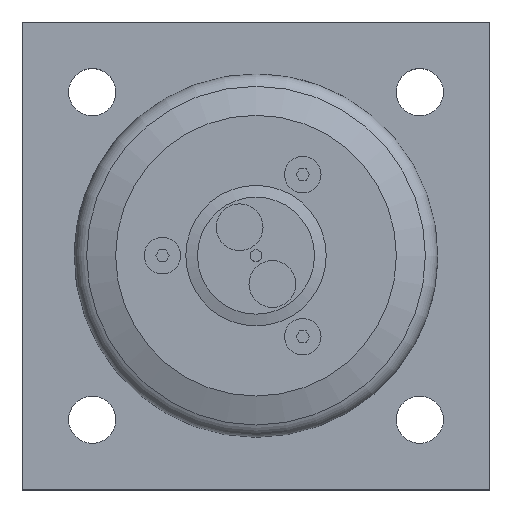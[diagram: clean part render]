
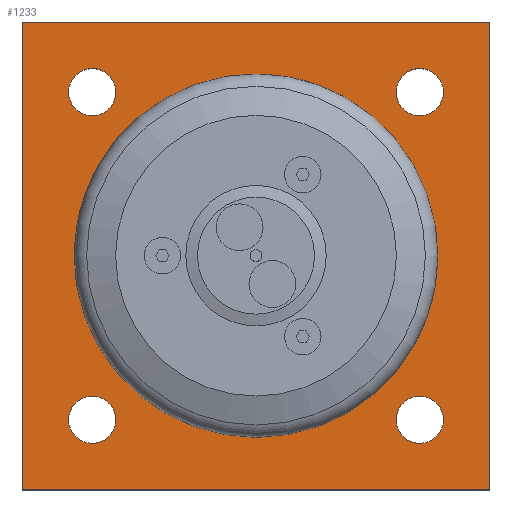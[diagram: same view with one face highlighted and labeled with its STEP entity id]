
A CAD part, top view. The second image highlights one B-rep face of the part: STEP entity #1233.
In plain terms, the highlighted planar face has unit normal (0, 0, 1).
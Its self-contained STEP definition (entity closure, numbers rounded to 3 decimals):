
#45=FACE_BOUND('',#290,.T.);
#46=FACE_BOUND('',#291,.T.);
#47=FACE_BOUND('',#292,.T.);
#48=FACE_BOUND('',#293,.T.);
#49=FACE_BOUND('',#294,.T.);
#108=CIRCLE('',#1372,26.5);
#115=CIRCLE('',#1383,5.053);
#116=CIRCLE('',#1384,5.053);
#117=CIRCLE('',#1385,5.053);
#118=CIRCLE('',#1386,5.053);
#119=CIRCLE('',#1387,5.053);
#120=CIRCLE('',#1388,5.053);
#121=CIRCLE('',#1389,5.053);
#122=CIRCLE('',#1390,5.053);
#206=FACE_OUTER_BOUND('',#289,.T.);
#289=EDGE_LOOP('',(#1067,#1068,#1069,#1070));
#290=EDGE_LOOP('',(#1071,#1072));
#291=EDGE_LOOP('',(#1073,#1074));
#292=EDGE_LOOP('',(#1075,#1076));
#293=EDGE_LOOP('',(#1077,#1078));
#294=EDGE_LOOP('',(#1079));
#385=LINE('',#2179,#477);
#386=LINE('',#2181,#478);
#387=LINE('',#2183,#479);
#388=LINE('',#2184,#480);
#477=VECTOR('',#1721,10.);
#478=VECTOR('',#1722,10.);
#479=VECTOR('',#1723,10.);
#480=VECTOR('',#1724,10.);
#587=VERTEX_POINT('',#2156);
#594=VERTEX_POINT('',#2177);
#595=VERTEX_POINT('',#2178);
#596=VERTEX_POINT('',#2180);
#597=VERTEX_POINT('',#2182);
#598=VERTEX_POINT('',#2185);
#599=VERTEX_POINT('',#2186);
#600=VERTEX_POINT('',#2189);
#601=VERTEX_POINT('',#2190);
#602=VERTEX_POINT('',#2193);
#603=VERTEX_POINT('',#2194);
#604=VERTEX_POINT('',#2197);
#605=VERTEX_POINT('',#2198);
#748=EDGE_CURVE('',#587,#587,#108,.T.);
#757=EDGE_CURVE('',#594,#595,#385,.T.);
#758=EDGE_CURVE('',#596,#594,#386,.T.);
#759=EDGE_CURVE('',#597,#596,#387,.T.);
#760=EDGE_CURVE('',#595,#597,#388,.T.);
#761=EDGE_CURVE('',#598,#599,#115,.T.);
#762=EDGE_CURVE('',#599,#598,#116,.T.);
#763=EDGE_CURVE('',#600,#601,#117,.T.);
#764=EDGE_CURVE('',#601,#600,#118,.T.);
#765=EDGE_CURVE('',#602,#603,#119,.T.);
#766=EDGE_CURVE('',#603,#602,#120,.T.);
#767=EDGE_CURVE('',#604,#605,#121,.T.);
#768=EDGE_CURVE('',#605,#604,#122,.T.);
#1067=ORIENTED_EDGE('',*,*,#757,.F.);
#1068=ORIENTED_EDGE('',*,*,#758,.F.);
#1069=ORIENTED_EDGE('',*,*,#759,.F.);
#1070=ORIENTED_EDGE('',*,*,#760,.F.);
#1071=ORIENTED_EDGE('',*,*,#761,.T.);
#1072=ORIENTED_EDGE('',*,*,#762,.T.);
#1073=ORIENTED_EDGE('',*,*,#763,.T.);
#1074=ORIENTED_EDGE('',*,*,#764,.T.);
#1075=ORIENTED_EDGE('',*,*,#765,.T.);
#1076=ORIENTED_EDGE('',*,*,#766,.T.);
#1077=ORIENTED_EDGE('',*,*,#767,.T.);
#1078=ORIENTED_EDGE('',*,*,#768,.T.);
#1079=ORIENTED_EDGE('',*,*,#748,.T.);
#1170=PLANE('',#1382);
#1233=ADVANCED_FACE('',(#206,#45,#46,#47,#48,#49),#1170,.T.);
#1372=AXIS2_PLACEMENT_3D('',#2158,#1697,#1698);
#1382=AXIS2_PLACEMENT_3D('',#2176,#1719,#1720);
#1383=AXIS2_PLACEMENT_3D('',#2187,#1725,#1726);
#1384=AXIS2_PLACEMENT_3D('',#2188,#1727,#1728);
#1385=AXIS2_PLACEMENT_3D('',#2191,#1729,#1730);
#1386=AXIS2_PLACEMENT_3D('',#2192,#1731,#1732);
#1387=AXIS2_PLACEMENT_3D('',#2195,#1733,#1734);
#1388=AXIS2_PLACEMENT_3D('',#2196,#1735,#1736);
#1389=AXIS2_PLACEMENT_3D('',#2199,#1737,#1738);
#1390=AXIS2_PLACEMENT_3D('',#2200,#1739,#1740);
#1697=DIRECTION('center_axis',(0.,0.,-1.));
#1698=DIRECTION('ref_axis',(0.,1.,0.));
#1719=DIRECTION('center_axis',(0.,0.,1.));
#1720=DIRECTION('ref_axis',(1.,0.,0.));
#1721=DIRECTION('',(0.,1.,0.));
#1722=DIRECTION('',(-1.,0.,0.));
#1723=DIRECTION('',(0.,-1.,0.));
#1724=DIRECTION('',(1.,0.,0.));
#1725=DIRECTION('center_axis',(0.,0.,-1.));
#1726=DIRECTION('ref_axis',(1.,0.,0.));
#1727=DIRECTION('center_axis',(0.,0.,-1.));
#1728=DIRECTION('ref_axis',(1.,0.,0.));
#1729=DIRECTION('center_axis',(0.,0.,-1.));
#1730=DIRECTION('ref_axis',(1.,0.,0.));
#1731=DIRECTION('center_axis',(0.,0.,-1.));
#1732=DIRECTION('ref_axis',(1.,0.,0.));
#1733=DIRECTION('center_axis',(0.,0.,-1.));
#1734=DIRECTION('ref_axis',(1.,0.,0.));
#1735=DIRECTION('center_axis',(0.,0.,-1.));
#1736=DIRECTION('ref_axis',(1.,0.,0.));
#1737=DIRECTION('center_axis',(0.,0.,-1.));
#1738=DIRECTION('ref_axis',(1.,0.,0.));
#1739=DIRECTION('center_axis',(0.,0.,-1.));
#1740=DIRECTION('ref_axis',(1.,0.,0.));
#2156=CARTESIAN_POINT('',(50.,23.5,15.));
#2158=CARTESIAN_POINT('Origin',(50.,50.,15.));
#2176=CARTESIAN_POINT('Origin',(50.,50.,15.));
#2177=CARTESIAN_POINT('',(0.,0.,15.));
#2178=CARTESIAN_POINT('',(0.,100.,15.));
#2179=CARTESIAN_POINT('',(0.,100.,15.));
#2180=CARTESIAN_POINT('',(100.,0.,15.));
#2181=CARTESIAN_POINT('',(0.,0.,15.));
#2182=CARTESIAN_POINT('',(100.,100.,15.));
#2183=CARTESIAN_POINT('',(100.,0.,15.));
#2184=CARTESIAN_POINT('',(100.,100.,15.));
#2185=CARTESIAN_POINT('',(20.053,85.,15.));
#2186=CARTESIAN_POINT('',(9.947,85.,15.));
#2187=CARTESIAN_POINT('Origin',(15.,85.,15.));
#2188=CARTESIAN_POINT('Origin',(15.,85.,15.));
#2189=CARTESIAN_POINT('',(90.053,85.,15.));
#2190=CARTESIAN_POINT('',(79.947,85.,15.));
#2191=CARTESIAN_POINT('Origin',(85.,85.,15.));
#2192=CARTESIAN_POINT('Origin',(85.,85.,15.));
#2193=CARTESIAN_POINT('',(90.053,15.,15.));
#2194=CARTESIAN_POINT('',(79.947,15.,15.));
#2195=CARTESIAN_POINT('Origin',(85.,15.,15.));
#2196=CARTESIAN_POINT('Origin',(85.,15.,15.));
#2197=CARTESIAN_POINT('',(20.053,15.,15.));
#2198=CARTESIAN_POINT('',(9.947,15.,15.));
#2199=CARTESIAN_POINT('Origin',(15.,15.,15.));
#2200=CARTESIAN_POINT('Origin',(15.,15.,15.));
